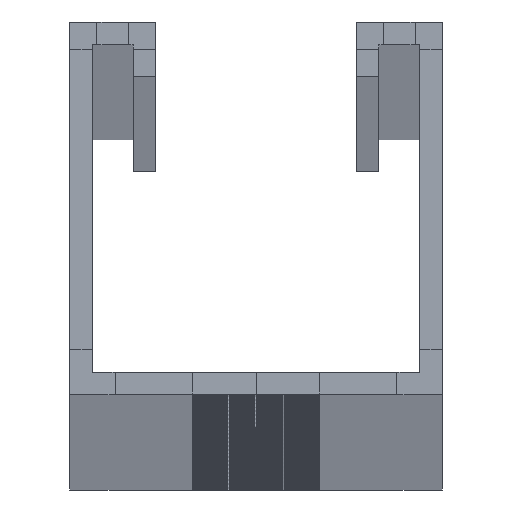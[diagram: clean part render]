
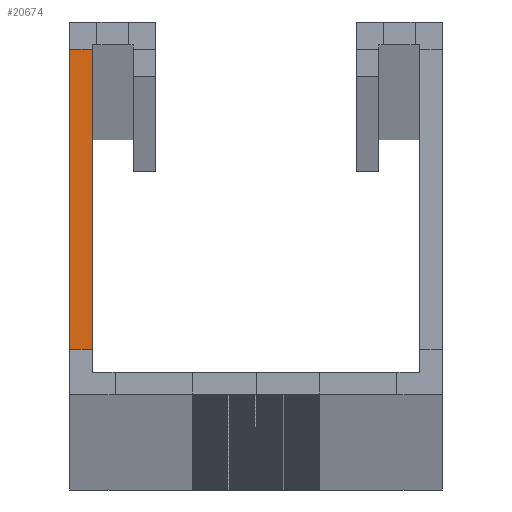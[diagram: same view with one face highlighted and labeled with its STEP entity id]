
A CAD part, top view. The second image highlights one B-rep face of the part: STEP entity #20674.
In plain terms, the highlighted planar face has unit normal (0, 0, 1).
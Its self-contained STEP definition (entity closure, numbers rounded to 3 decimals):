
#392 = CARTESIAN_POINT ( 'NONE',  ( -18., 38., 6000. ) ) ;
#1870 = VERTEX_POINT ( 'NONE', #11977 ) ;
#2297 = DIRECTION ( 'NONE',  ( 1., 0., 0. ) ) ;
#3668 = AXIS2_PLACEMENT_3D ( 'NONE', #13359, #8160, #15063 ) ;
#4825 = CARTESIAN_POINT ( 'NONE',  ( -20.5, 38., 6000. ) ) ;
#5272 = DIRECTION ( 'NONE',  ( -1., 0., 0. ) ) ;
#5304 = DIRECTION ( 'NONE',  ( 0., -1., 0. ) ) ;
#5442 = CARTESIAN_POINT ( 'NONE',  ( -20.5, 5., 6000. ) ) ;
#5523 = VERTEX_POINT ( 'NONE', #19866 ) ;
#8160 = DIRECTION ( 'NONE',  ( 0., 0., 1. ) ) ;
#9060 = LINE ( 'NONE', #16418, #20596 ) ;
#9108 = CARTESIAN_POINT ( 'NONE',  ( -20.5, 5., 6000. ) ) ;
#9226 = DIRECTION ( 'NONE',  ( 0., -1., 0. ) ) ;
#9976 = FACE_OUTER_BOUND ( 'NONE', #12134, .T. ) ;
#10009 = ORIENTED_EDGE ( 'NONE', *, *, #21247, .F. ) ;
#11977 = CARTESIAN_POINT ( 'NONE',  ( -18., 5., 6000. ) ) ;
#12134 = EDGE_LOOP ( 'NONE', ( #20653, #13704, #10009, #15789 ) ) ;
#12157 = LINE ( 'NONE', #392, #20632 ) ;
#13359 = CARTESIAN_POINT ( 'NONE',  ( -15.5, 2.5, 6000. ) ) ;
#13651 = LINE ( 'NONE', #18751, #17061 ) ;
#13704 = ORIENTED_EDGE ( 'NONE', *, *, #19312, .T. ) ;
#13723 = VERTEX_POINT ( 'NONE', #4825 ) ;
#15063 = DIRECTION ( 'NONE',  ( 1., 0., 0. ) ) ;
#15789 = ORIENTED_EDGE ( 'NONE', *, *, #19987, .T. ) ;
#16016 = LINE ( 'NONE', #9108, #16564 ) ;
#16418 = CARTESIAN_POINT ( 'NONE',  ( -20.5, 5., 6000. ) ) ;
#16564 = VECTOR ( 'NONE', #9226, 1000. ) ;
#16763 = PLANE ( 'NONE',  #3668 ) ;
#17061 = VECTOR ( 'NONE', #5304, 1000. ) ;
#17942 = EDGE_CURVE ( 'NONE', #13723, #20826, #16016, .T. ) ;
#18751 = CARTESIAN_POINT ( 'NONE',  ( -18., 5., 6000. ) ) ;
#19312 = EDGE_CURVE ( 'NONE', #20826, #1870, #9060, .T. ) ;
#19866 = CARTESIAN_POINT ( 'NONE',  ( -18., 38., 6000. ) ) ;
#19987 = EDGE_CURVE ( 'NONE', #5523, #13723, #12157, .T. ) ;
#20596 = VECTOR ( 'NONE', #2297, 1000. ) ;
#20632 = VECTOR ( 'NONE', #5272, 1000. ) ;
#20653 = ORIENTED_EDGE ( 'NONE', *, *, #17942, .T. ) ;
#20674 = ADVANCED_FACE ( 'NONE', ( #9976 ), #16763, .T. ) ;
#20826 = VERTEX_POINT ( 'NONE', #5442 ) ;
#21247 = EDGE_CURVE ( 'NONE', #5523, #1870, #13651, .T. ) ;
